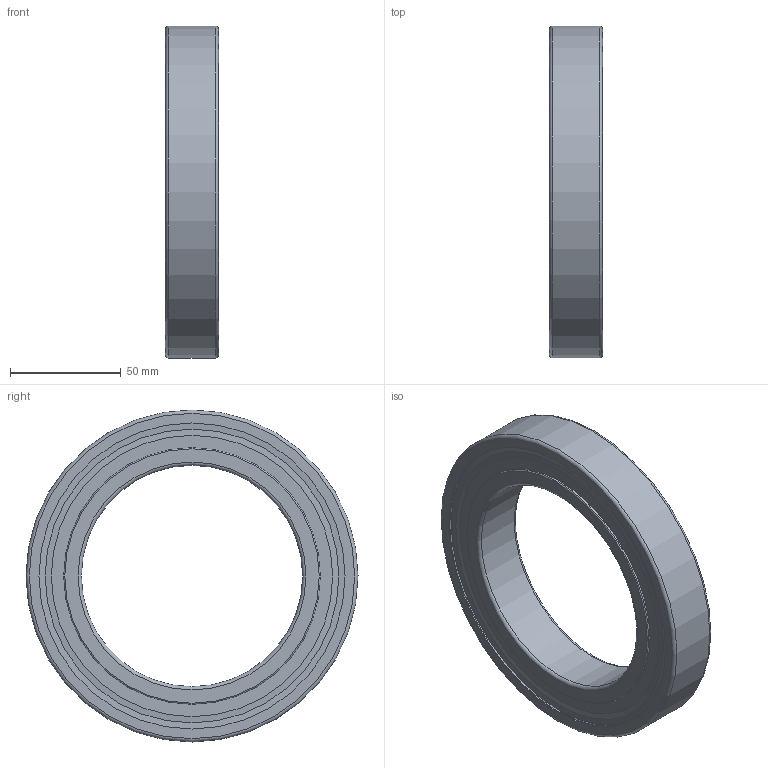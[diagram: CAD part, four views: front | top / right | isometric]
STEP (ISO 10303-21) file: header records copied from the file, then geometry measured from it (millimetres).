
FILE_DESCRIPTION( ( 'STEP AP214' ), ' ' );
FILE_NAME( '6020-RS1.stp', '2018-03-17T14:22:25', ( '' ), ( '' ), ' ', 'PARTsolutions', ' ' );
FILE_SCHEMA( ( 'AUTOMOTIVE_DESIGN { 1 0 10303 214 1 1 1 1 }' ) );
Length unit declared in the file: millimetre
Products named in the file (4): 6020-RS1; _6020-RS1_PART1; _6020-RS1_PART2; _6020-RS1_PART3
Assembly tree (17 placements, depth 2):
  6020-RS1
    _6020-RS1_PART1
    _6020-RS1_PART2
    _6020-RS1_PART3  x15
Bounding box: 24 x 150 x 150 mm (x, y, z)
Volume: 153969.4 mm3; surface area: 70956.4 mm2
Topology: 17 solids, 17 shells, 47 faces, 103 edges, 62 vertices
Faces by surface type: sphere 15, cylinder 10, torus 10, cone 6, plane 6
Full cylindrical faces by diameter (mm): 100 x1, 115.95 x3, 134.05 x2, 138.3 x3, 150 x1
Entity records: 1128 total; most frequent: DIRECTION 166, CARTESIAN_POINT 120, AXIS2_PLACEMENT_3D 83, EDGE_LOOP 64, ORIENTED_EDGE 64, FACE_OUTER_BOUND 52, VERTEX_POINT 37, STYLED_ITEM 33
